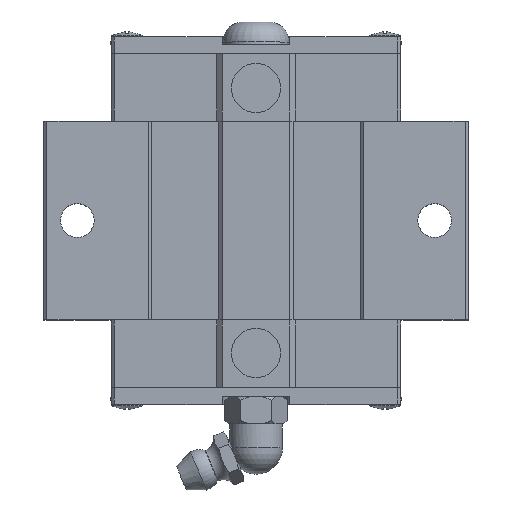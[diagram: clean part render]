
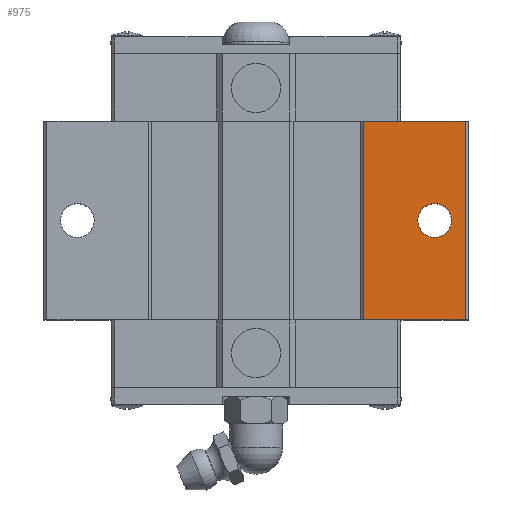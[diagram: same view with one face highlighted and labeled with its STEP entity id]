
A CAD part, top view. The second image highlights one B-rep face of the part: STEP entity #975.
In plain terms, the highlighted planar face has unit normal (0, 0, 1).
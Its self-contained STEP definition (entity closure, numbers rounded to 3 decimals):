
#975=ADVANCED_FACE('',(#2003,#2004),#2005,.T.);
#2003=FACE_OUTER_BOUND('',#3085,.T.);
#2004=FACE_BOUND('',#3086,.T.);
#2005=PLANE('',#3087);
#3085=EDGE_LOOP('',(#6117,#6118,#6119,#6120));
#3086=EDGE_LOOP('',(#6121,#6122));
#3087=AXIS2_PLACEMENT_3D('',#6123,#6124,#6125);
#6117=ORIENTED_EDGE('',*,*,#7693,.T.);
#6118=ORIENTED_EDGE('',*,*,#7626,.T.);
#6119=ORIENTED_EDGE('',*,*,#7699,.F.);
#6120=ORIENTED_EDGE('',*,*,#7674,.T.);
#6121=ORIENTED_EDGE('',*,*,#6556,.T.);
#6122=ORIENTED_EDGE('',*,*,#7700,.T.);
#6123=CARTESIAN_POINT('',(0.0,42.001,30.0));
#6124=DIRECTION('',(0.0,0.0,1.0));
#6125=DIRECTION('',(-1.0,0.0,0.0));
#6556=EDGE_CURVE('',#7857,#7861,#7863,.T.);
#7626=EDGE_CURVE('',#9452,#9450,#9453,.T.);
#7674=EDGE_CURVE('',#9536,#9534,#9537,.T.);
#7693=EDGE_CURVE('',#9534,#9452,#9560,.T.);
#7699=EDGE_CURVE('',#9536,#9450,#9566,.T.);
#7700=EDGE_CURVE('',#7861,#7857,#9567,.T.);
#7857=VERTEX_POINT('',#9768);
#7861=VERTEX_POINT('',#9773);
#7863=CIRCLE('',#9776,2.5);
#9450=VERTEX_POINT('',#12917);
#9452=VERTEX_POINT('',#12920);
#9453=LINE('',#12921,#12922);
#9534=VERTEX_POINT('',#13043);
#9536=VERTEX_POINT('',#13046);
#9537=LINE('',#13047,#13048);
#9560=LINE('',#13083,#13084);
#9566=LINE('',#13092,#13093);
#9567=CIRCLE('',#13094,2.5);
#9768=CARTESIAN_POINT('',(29.0,27.251,30.0));
#9773=CARTESIAN_POINT('',(24.0,27.251,30.0));
#9776=AXIS2_PLACEMENT_3D('',#13344,#13345,#13346);
#12917=CARTESIAN_POINT('',(31.0,12.501,30.0));
#12920=CARTESIAN_POINT('',(16.0,12.501,30.0));
#12921=CARTESIAN_POINT('',(31.0,12.501,30.0));
#12922=VECTOR('',#14374,1.0);
#13043=CARTESIAN_POINT('',(16.0,42.001,30.0));
#13046=CARTESIAN_POINT('',(31.0,42.001,30.0));
#13047=CARTESIAN_POINT('',(31.0,42.001,30.0));
#13048=VECTOR('',#14416,1.0);
#13083=CARTESIAN_POINT('',(16.0,49.376,30.0));
#13084=VECTOR('',#14429,1.0);
#13092=CARTESIAN_POINT('',(31.0,42.001,30.0));
#13093=VECTOR('',#14432,1.0);
#13094=AXIS2_PLACEMENT_3D('',#14433,#14434,#14435);
#13344=CARTESIAN_POINT('',(26.5,27.251,30.0));
#13345=DIRECTION('',(0.0,0.0,-1.0));
#13346=DIRECTION('',(1.0,0.0,0.0));
#14374=DIRECTION('',(1.0,0.0,0.0));
#14416=DIRECTION('',(-1.0,0.0,0.0));
#14429=DIRECTION('',(0.0,-1.0,0.0));
#14432=DIRECTION('',(0.0,-1.0,0.0));
#14433=CARTESIAN_POINT('',(26.5,27.251,30.0));
#14434=DIRECTION('',(0.0,0.0,-1.0));
#14435=DIRECTION('',(1.0,0.0,0.0));
